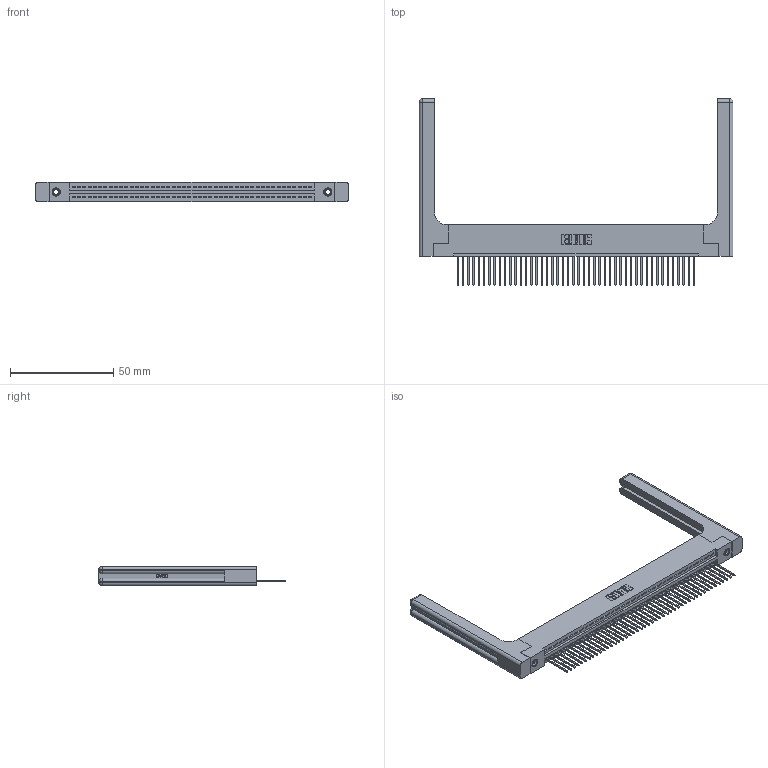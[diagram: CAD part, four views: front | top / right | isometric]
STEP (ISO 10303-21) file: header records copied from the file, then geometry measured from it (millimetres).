
FILE_DESCRIPTION (( 'STEP AP203' ), '1' );
FILE_NAME ('345-046-540-158.STEP', '2019-10-08T23:42:48', ( '' ), ( '' ), 'SwSTEP 2.0', 'SolidWorks 2016', '' );
FILE_SCHEMA (( 'CONFIG_CONTROL_DESIGN' ));
Length unit declared in the file: inch
Products named in the file (5): 345-292-001_345-293-140; 345-046-540-158; 345-220-058_345-220-058; 345 Part_Flush Mounting Lugs - 0.156 Dia-TH; 345-250-001_345-250-001-102
Assembly tree (51 placements, depth 2):
  345-046-540-158
    345 Part_Flush Mounting Lugs - 0.156 Dia-TH
    345-292-001_345-293-140  x46
    345-250-001_345-250-001-102  x2
    345-220-058_345-220-058  x2
Bounding box: 151.87 x 90.09 x 9.4 mm (x, y, z)
Volume: 23024.5 mm3; surface area: 25103.3 mm2
Topology: 51 solids, 51 shells, 3050 faces, 9103 edges, 5986 vertices
Faces by surface type: plane 2068, cylinder 922, bspline 36, cone 12, sphere 8, torus 4
Entity records: 39282 total; most frequent: CARTESIAN_POINT 7775, ORIENTED_EDGE 6552, DIRECTION 5732, EDGE_CURVE 3276, VECTOR 2868, LINE 2868, VERTEX_POINT 2174, AXIS2_PLACEMENT_3D 1432
